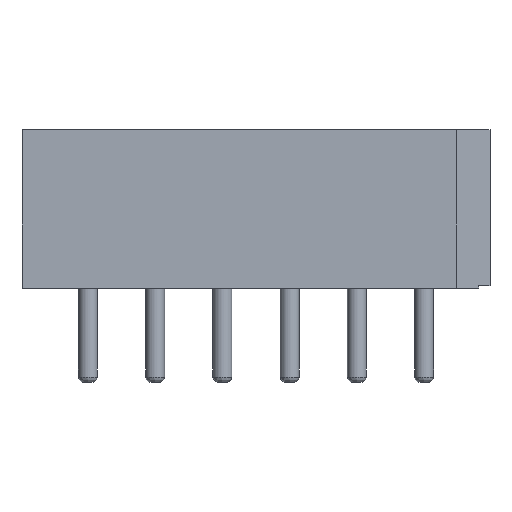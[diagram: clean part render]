
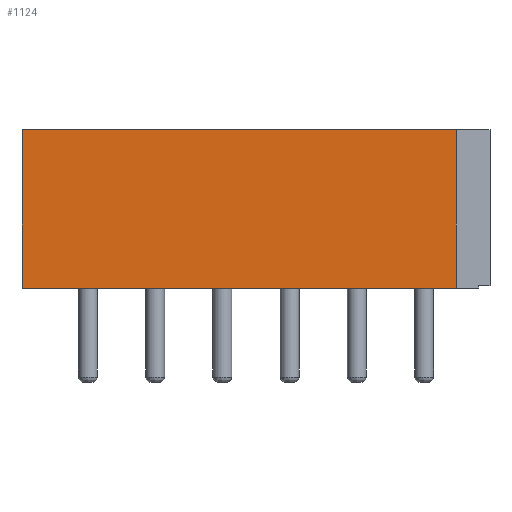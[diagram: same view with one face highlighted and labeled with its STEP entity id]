
A CAD part, front view. The second image highlights one B-rep face of the part: STEP entity #1124.
In plain terms, the highlighted planar face has unit normal (0, -1, 0).
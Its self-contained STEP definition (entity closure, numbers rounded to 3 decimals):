
#256 = VERTEX_POINT('',#257);
#257 = CARTESIAN_POINT('',(-2.45,-1.8,5.89));
#263 = EDGE_CURVE('',#264,#256,#266,.T.);
#264 = VERTEX_POINT('',#265);
#265 = CARTESIAN_POINT('',(13.691,-1.8,5.89));
#266 = LINE('',#267,#268);
#267 = CARTESIAN_POINT('',(13.691,-1.8,5.89));
#268 = VECTOR('',#269,1.);
#269 = DIRECTION('',(-1.,0.,0.));
#438 = EDGE_CURVE('',#264,#439,#441,.T.);
#439 = VERTEX_POINT('',#440);
#440 = CARTESIAN_POINT('',(13.691,-1.8,-0.01));
#441 = LINE('',#442,#443);
#442 = CARTESIAN_POINT('',(13.691,-1.8,-0.01));
#443 = VECTOR('',#444,1.);
#444 = DIRECTION('',(0.,0.,-1.));
#689 = EDGE_CURVE('',#439,#690,#692,.T.);
#690 = VERTEX_POINT('',#691);
#691 = CARTESIAN_POINT('',(-2.45,-1.8,-0.01));
#692 = LINE('',#693,#694);
#693 = CARTESIAN_POINT('',(13.691,-1.8,-0.01));
#694 = VECTOR('',#695,1.);
#695 = DIRECTION('',(-1.,0.,0.));
#876 = EDGE_CURVE('',#690,#256,#877,.T.);
#877 = LINE('',#878,#879);
#878 = CARTESIAN_POINT('',(-2.45,-1.8,-0.01));
#879 = VECTOR('',#880,1.);
#880 = DIRECTION('',(0.,0.,1.));
#1124 = ADVANCED_FACE('',(#1125),#1131,.F.);
#1125 = FACE_BOUND('',#1126,.T.);
#1126 = EDGE_LOOP('',(#1127,#1128,#1129,#1130));
#1127 = ORIENTED_EDGE('',*,*,#263,.T.);
#1128 = ORIENTED_EDGE('',*,*,#876,.F.);
#1129 = ORIENTED_EDGE('',*,*,#689,.F.);
#1130 = ORIENTED_EDGE('',*,*,#438,.F.);
#1131 = PLANE('',#1132);
#1132 = AXIS2_PLACEMENT_3D('',#1133,#1134,#1135);
#1133 = CARTESIAN_POINT('',(13.691,-1.8,-0.01));
#1134 = DIRECTION('',(0.,1.,0.));
#1135 = DIRECTION('',(1.,0.,0.));
